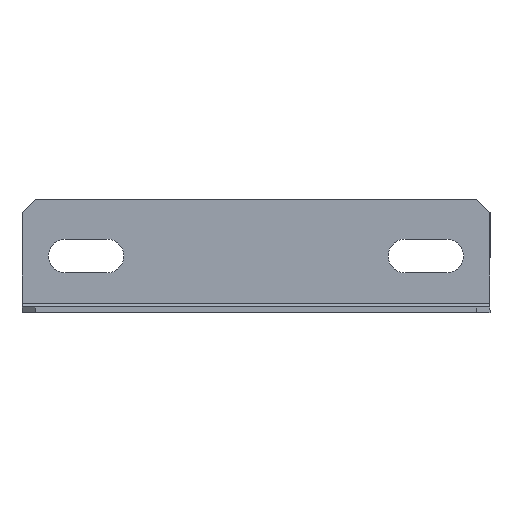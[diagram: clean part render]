
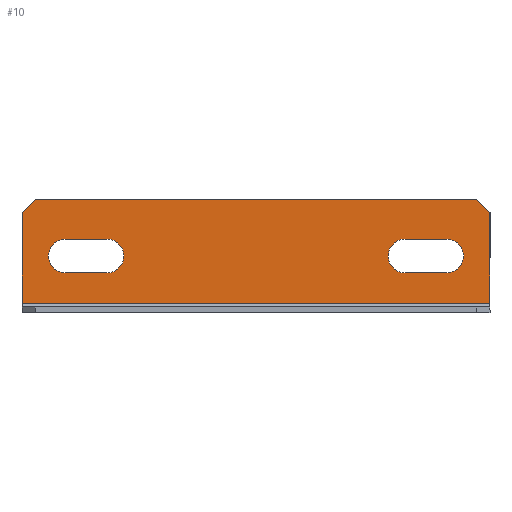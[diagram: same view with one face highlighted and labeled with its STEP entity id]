
A CAD part, left-side view. The second image highlights one B-rep face of the part: STEP entity #10.
In plain terms, the highlighted planar face has unit normal (-1, 0, 0).
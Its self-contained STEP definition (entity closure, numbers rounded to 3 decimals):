
#10 = ADVANCED_FACE ( 'NONE', ( #1047, #700, #1113 ), #1175, .F. ) ;
#21 = DIRECTION ( 'NONE',  ( 0., 1., 0. ) ) ;
#30 = EDGE_CURVE ( 'NONE', #45, #844, #949, .T. ) ;
#39 = ORIENTED_EDGE ( 'NONE', *, *, #957, .F. ) ;
#45 = VERTEX_POINT ( 'NONE', #1285 ) ;
#48 = CARTESIAN_POINT ( 'NONE',  ( -1.5, -39.5, 10.5 ) ) ;
#52 = EDGE_CURVE ( 'NONE', #968, #579, #521, .T. ) ;
#55 = VECTOR ( 'NONE', #897, 1000. ) ;
#58 = EDGE_CURVE ( 'NONE', #844, #1157, #664, .T. ) ;
#63 = ORIENTED_EDGE ( 'NONE', *, *, #445, .F. ) ;
#67 = CARTESIAN_POINT ( 'NONE',  ( -1.5, 62., 0. ) ) ;
#115 = DIRECTION ( 'NONE',  ( 0., -1., 0. ) ) ;
#138 = DIRECTION ( 'NONE',  ( 0., 0., -1. ) ) ;
#142 = VERTEX_POINT ( 'NONE', #497 ) ;
#151 = DIRECTION ( 'NONE',  ( -1., 0., 0. ) ) ;
#161 = ORIENTED_EDGE ( 'NONE', *, *, #600, .T. ) ;
#183 = EDGE_CURVE ( 'NONE', #325, #1178, #922, .T. ) ;
#187 = LINE ( 'NONE', #446, #699 ) ;
#203 = CARTESIAN_POINT ( 'NONE',  ( -1.5, 50.5, 10.5 ) ) ;
#208 = AXIS2_PLACEMENT_3D ( 'NONE', #466, #151, #357 ) ;
#220 = LINE ( 'NONE', #1163, #487 ) ;
#230 = CARTESIAN_POINT ( 'NONE',  ( -1.5, 62., 30. ) ) ;
#252 = DIRECTION ( 'NONE',  ( 0., 0., -1. ) ) ;
#255 = DIRECTION ( 'NONE',  ( 0., 0., 1. ) ) ;
#262 = DIRECTION ( 'NONE',  ( 0., -1., 0. ) ) ;
#301 = CARTESIAN_POINT ( 'NONE',  ( -1.5, -39.5, 19.5 ) ) ;
#305 = DIRECTION ( 'NONE',  ( -1., 0., 0. ) ) ;
#309 = VERTEX_POINT ( 'NONE', #623 ) ;
#325 = VERTEX_POINT ( 'NONE', #203 ) ;
#342 = VERTEX_POINT ( 'NONE', #301 ) ;
#343 = EDGE_LOOP ( 'NONE', ( #161, #593, #63, #373, #39, #971 ) ) ;
#355 = CARTESIAN_POINT ( 'NONE',  ( -1.5, 39.5, 19.5 ) ) ;
#357 = DIRECTION ( 'NONE',  ( 0., 0., 1. ) ) ;
#371 = VECTOR ( 'NONE', #1156, 1000. ) ;
#373 = ORIENTED_EDGE ( 'NONE', *, *, #438, .T. ) ;
#377 = AXIS2_PLACEMENT_3D ( 'NONE', #678, #669, #252 ) ;
#378 = CARTESIAN_POINT ( 'NONE',  ( -1.5, 39.5, 19.5 ) ) ;
#379 = EDGE_CURVE ( 'NONE', #1178, #968, #1226, .T. ) ;
#389 = VERTEX_POINT ( 'NONE', #1344 ) ;
#400 = CARTESIAN_POINT ( 'NONE',  ( -1.5, 58.5, 30. ) ) ;
#409 = CARTESIAN_POINT ( 'NONE',  ( -1.5, -62., 26.5 ) ) ;
#418 = AXIS2_PLACEMENT_3D ( 'NONE', #824, #305, #1235 ) ;
#438 = EDGE_CURVE ( 'NONE', #1111, #309, #840, .T. ) ;
#444 = ORIENTED_EDGE ( 'NONE', *, *, #30, .F. ) ;
#445 = EDGE_CURVE ( 'NONE', #1111, #389, #1121, .T. ) ;
#446 = CARTESIAN_POINT ( 'NONE',  ( -1.5, 62., 2.5 ) ) ;
#453 = DIRECTION ( 'NONE',  ( 0., -1., 0. ) ) ;
#466 = CARTESIAN_POINT ( 'NONE',  ( -1.5, 50.5, 15. ) ) ;
#471 = CARTESIAN_POINT ( 'NONE',  ( -1.5, -50.5, 10.5 ) ) ;
#487 = VECTOR ( 'NONE', #255, 1000. ) ;
#497 = CARTESIAN_POINT ( 'NONE',  ( -1.5, -62., 2.5 ) ) ;
#519 = CARTESIAN_POINT ( 'NONE',  ( -1.5, 39.5, 10.5 ) ) ;
#521 = LINE ( 'NONE', #355, #826 ) ;
#532 = EDGE_CURVE ( 'NONE', #638, #142, #187, .T. ) ;
#559 = VECTOR ( 'NONE', #1218, 1000. ) ;
#566 = EDGE_CURVE ( 'NONE', #579, #325, #738, .T. ) ;
#573 = DIRECTION ( 'NONE',  ( 0., 0.707, 0.707 ) ) ;
#579 = VERTEX_POINT ( 'NONE', #1179 ) ;
#585 = EDGE_CURVE ( 'NONE', #1098, #389, #1258, .T. ) ;
#593 = ORIENTED_EDGE ( 'NONE', *, *, #585, .T. ) ;
#594 = EDGE_LOOP ( 'NONE', ( #653, #799, #846, #1265 ) ) ;
#600 = EDGE_CURVE ( 'NONE', #142, #1098, #220, .T. ) ;
#623 = CARTESIAN_POINT ( 'NONE',  ( -1.5, 62., 26.5 ) ) ;
#638 = VERTEX_POINT ( 'NONE', #976 ) ;
#645 = CIRCLE ( 'NONE', #676, 4.5 ) ;
#647 = EDGE_CURVE ( 'NONE', #342, #45, #645, .T. ) ;
#653 = ORIENTED_EDGE ( 'NONE', *, *, #52, .F. ) ;
#657 = CARTESIAN_POINT ( 'NONE',  ( -1.5, -39.5, 19.5 ) ) ;
#658 = AXIS2_PLACEMENT_3D ( 'NONE', #873, #983, #758 ) ;
#660 = CARTESIAN_POINT ( 'NONE',  ( -1.5, -39.5, 15. ) ) ;
#664 = CIRCLE ( 'NONE', #658, 4.5 ) ;
#669 = DIRECTION ( 'NONE',  ( 1., 0., 0. ) ) ;
#676 = AXIS2_PLACEMENT_3D ( 'NONE', #660, #762, #138 ) ;
#678 = CARTESIAN_POINT ( 'NONE',  ( -1.5, 62., 0. ) ) ;
#699 = VECTOR ( 'NONE', #453, 1000. ) ;
#700 = FACE_BOUND ( 'NONE', #594, .T. ) ;
#722 = VECTOR ( 'NONE', #573, 1000. ) ;
#738 = CIRCLE ( 'NONE', #208, 4.5 ) ;
#758 = DIRECTION ( 'NONE',  ( 0., 0., -1. ) ) ;
#761 = ORIENTED_EDGE ( 'NONE', *, *, #1338, .F. ) ;
#762 = DIRECTION ( 'NONE',  ( -1., 0., 0. ) ) ;
#771 = DIRECTION ( 'NONE',  ( 0., 1., 0. ) ) ;
#777 = VECTOR ( 'NONE', #262, 1000. ) ;
#799 = ORIENTED_EDGE ( 'NONE', *, *, #379, .F. ) ;
#824 = CARTESIAN_POINT ( 'NONE',  ( -1.5, 39.5, 15. ) ) ;
#826 = VECTOR ( 'NONE', #771, 1000. ) ;
#836 = CARTESIAN_POINT ( 'NONE',  ( -1.5, 58.5, 30. ) ) ;
#840 = LINE ( 'NONE', #836, #371 ) ;
#844 = VERTEX_POINT ( 'NONE', #471 ) ;
#846 = ORIENTED_EDGE ( 'NONE', *, *, #183, .F. ) ;
#858 = VECTOR ( 'NONE', #115, 1000. ) ;
#873 = CARTESIAN_POINT ( 'NONE',  ( -1.5, -50.5, 15. ) ) ;
#897 = DIRECTION ( 'NONE',  ( 0., 0., 1. ) ) ;
#903 = LINE ( 'NONE', #67, #55 ) ;
#922 = LINE ( 'NONE', #519, #559 ) ;
#943 = CARTESIAN_POINT ( 'NONE',  ( -1.5, -50.5, 19.5 ) ) ;
#949 = LINE ( 'NONE', #48, #777 ) ;
#957 = EDGE_CURVE ( 'NONE', #638, #309, #903, .T. ) ;
#960 = VECTOR ( 'NONE', #21, 1000. ) ;
#968 = VERTEX_POINT ( 'NONE', #378 ) ;
#971 = ORIENTED_EDGE ( 'NONE', *, *, #532, .T. ) ;
#976 = CARTESIAN_POINT ( 'NONE',  ( -1.5, 62., 2.5 ) ) ;
#983 = DIRECTION ( 'NONE',  ( -1., 0., 0. ) ) ;
#1042 = CARTESIAN_POINT ( 'NONE',  ( -1.5, 39.5, 10.5 ) ) ;
#1047 = FACE_BOUND ( 'NONE', #1277, .T. ) ;
#1069 = CARTESIAN_POINT ( 'NONE',  ( -1.5, -62., 26.5 ) ) ;
#1098 = VERTEX_POINT ( 'NONE', #409 ) ;
#1111 = VERTEX_POINT ( 'NONE', #400 ) ;
#1113 = FACE_OUTER_BOUND ( 'NONE', #343, .T. ) ;
#1121 = LINE ( 'NONE', #230, #858 ) ;
#1139 = ORIENTED_EDGE ( 'NONE', *, *, #647, .F. ) ;
#1141 = ORIENTED_EDGE ( 'NONE', *, *, #58, .F. ) ;
#1156 = DIRECTION ( 'NONE',  ( 0., 0.707, -0.707 ) ) ;
#1157 = VERTEX_POINT ( 'NONE', #943 ) ;
#1163 = CARTESIAN_POINT ( 'NONE',  ( -1.5, -62., 0. ) ) ;
#1175 = PLANE ( 'NONE',  #377 ) ;
#1178 = VERTEX_POINT ( 'NONE', #1042 ) ;
#1179 = CARTESIAN_POINT ( 'NONE',  ( -1.5, 50.5, 19.5 ) ) ;
#1218 = DIRECTION ( 'NONE',  ( 0., -1., 0. ) ) ;
#1226 = CIRCLE ( 'NONE', #418, 4.5 ) ;
#1235 = DIRECTION ( 'NONE',  ( 0., 0., 1. ) ) ;
#1238 = LINE ( 'NONE', #657, #960 ) ;
#1258 = LINE ( 'NONE', #1069, #722 ) ;
#1265 = ORIENTED_EDGE ( 'NONE', *, *, #566, .F. ) ;
#1277 = EDGE_LOOP ( 'NONE', ( #444, #1139, #761, #1141 ) ) ;
#1285 = CARTESIAN_POINT ( 'NONE',  ( -1.5, -39.5, 10.5 ) ) ;
#1338 = EDGE_CURVE ( 'NONE', #1157, #342, #1238, .T. ) ;
#1344 = CARTESIAN_POINT ( 'NONE',  ( -1.5, -58.5, 30. ) ) ;
